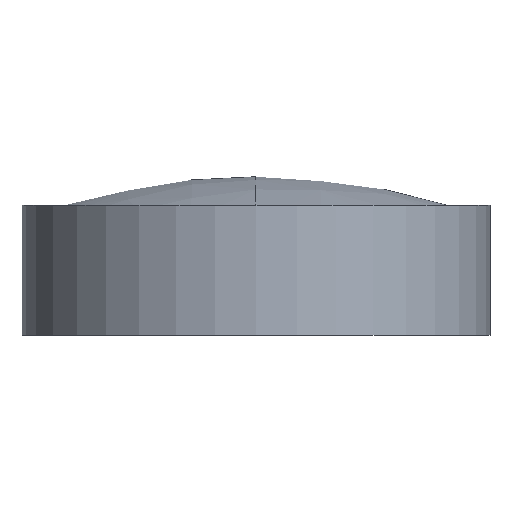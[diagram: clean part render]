
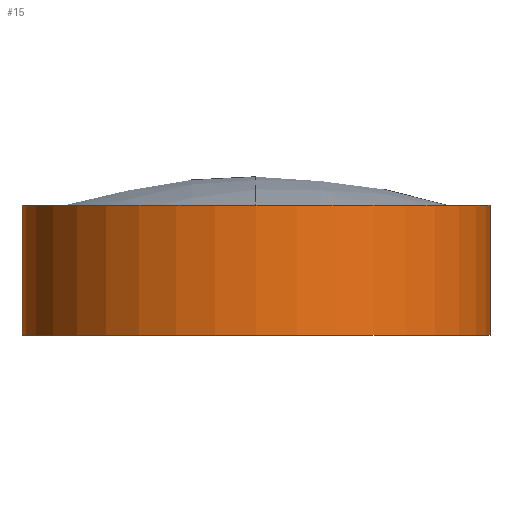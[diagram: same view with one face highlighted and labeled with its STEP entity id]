
A CAD part, front view. The second image highlights one B-rep face of the part: STEP entity #15.
In plain terms, the highlighted cylindrical face has radius 3.25 mm (diameter 6.5 mm), a partial arc.
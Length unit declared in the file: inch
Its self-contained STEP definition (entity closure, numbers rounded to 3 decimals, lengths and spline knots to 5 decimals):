
#7 = ORIENTED_EDGE ( 'NONE', *, *, #38, .F. ) ;
#8 = ORIENTED_EDGE ( 'NONE', *, *, #46, .T. ) ;
#9 = ORIENTED_EDGE ( 'NONE', *, *, #10, .T. ) ;
#10 = EDGE_CURVE ( 'NONE', #70, #69, #143, .T. ) ;
#11 = EDGE_LOOP ( 'NONE', ( #12, #9, #8, #7 ) ) ;
#12 = ORIENTED_EDGE ( 'NONE', *, *, #26, .F. ) ;
#15 = ADVANCED_FACE ( 'NONE', ( #138 ), #175, .T. ) ;
#26 = EDGE_CURVE ( 'NONE', #70, #27, #201, .T. ) ;
#27 = VERTEX_POINT ( 'NONE', #197 ) ;
#38 = EDGE_CURVE ( 'NONE', #27, #44, #222, .T. ) ;
#44 = VERTEX_POINT ( 'NONE', #241 ) ;
#46 = EDGE_CURVE ( 'NONE', #69, #44, #286, .T. ) ;
#69 = VERTEX_POINT ( 'NONE', #324 ) ;
#70 = VERTEX_POINT ( 'NONE', #323 ) ;
#138 = FACE_OUTER_BOUND ( 'NONE', #11, .T. ) ;
#139 = DIRECTION ( 'NONE',  ( 1., 0., 0. ) ) ;
#140 = DIRECTION ( 'NONE',  ( 0., 0., 1. ) ) ;
#141 = CARTESIAN_POINT ( 'NONE',  ( -0.00837, 0.00638, -0.04322 ) ) ;
#142 = AXIS2_PLACEMENT_3D ( 'NONE', #141, #140, #139 ) ;
#143 = CIRCLE ( 'NONE', #142, 0.12795 ) ;
#172 = DIRECTION ( 'NONE',  ( 1., 0., 0. ) ) ;
#173 = DIRECTION ( 'NONE',  ( 0., 0., 1. ) ) ;
#174 = AXIS2_PLACEMENT_3D ( 'NONE', #177, #173, #172 ) ;
#175 = CYLINDRICAL_SURFACE ( 'NONE', #174, 0.12795 ) ;
#177 = CARTESIAN_POINT ( 'NONE',  ( -0.00837, 0.00638, 0.04339 ) ) ;
#197 = CARTESIAN_POINT ( 'NONE',  ( -0.13632, 0.00638, 0.02792 ) ) ;
#198 = DIRECTION ( 'NONE',  ( 0., 0., 1. ) ) ;
#199 = VECTOR ( 'NONE', #198, 39.37008 ) ;
#200 = CARTESIAN_POINT ( 'NONE',  ( -0.13632, 0.00638, 0.04339 ) ) ;
#201 = LINE ( 'NONE', #200, #199 ) ;
#218 = DIRECTION ( 'NONE',  ( 1., 0., 0. ) ) ;
#219 = DIRECTION ( 'NONE',  ( 0., 0., 1. ) ) ;
#220 = CARTESIAN_POINT ( 'NONE',  ( -0.00837, 0.00638, 0.02792 ) ) ;
#221 = AXIS2_PLACEMENT_3D ( 'NONE', #220, #219, #218 ) ;
#222 = CIRCLE ( 'NONE', #221, 0.12795 ) ;
#241 = CARTESIAN_POINT ( 'NONE',  ( 0.11958, 0.00638, 0.02792 ) ) ;
#283 = DIRECTION ( 'NONE',  ( 0., 0., 1. ) ) ;
#284 = VECTOR ( 'NONE', #283, 39.37008 ) ;
#285 = CARTESIAN_POINT ( 'NONE',  ( 0.11958, 0.00638, 0.04339 ) ) ;
#286 = LINE ( 'NONE', #285, #284 ) ;
#323 = CARTESIAN_POINT ( 'NONE',  ( -0.13632, 0.00638, -0.04322 ) ) ;
#324 = CARTESIAN_POINT ( 'NONE',  ( 0.11958, 0.00638, -0.04322 ) ) ;
